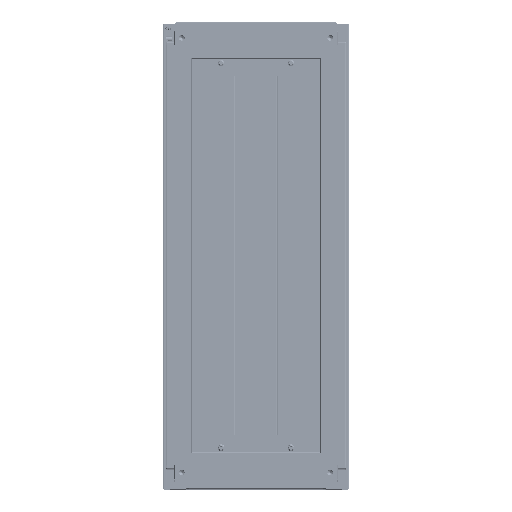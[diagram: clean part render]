
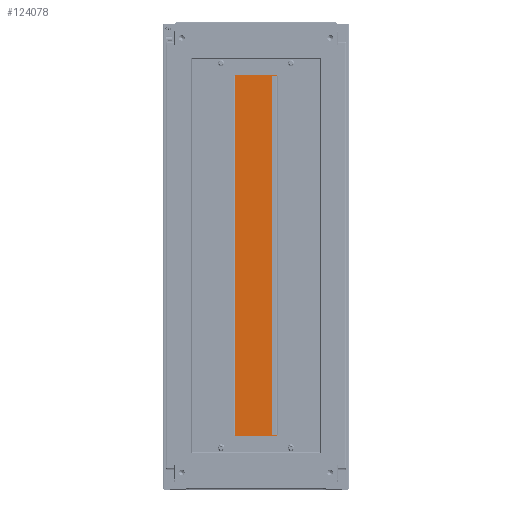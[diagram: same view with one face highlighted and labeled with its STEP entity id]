
A CAD part, top view. The second image highlights one B-rep face of the part: STEP entity #124078.
In plain terms, the highlighted face is planar.
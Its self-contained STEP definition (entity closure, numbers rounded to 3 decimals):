
#6567 = PLANE ( 'NONE',  #119021 ) ;
#6574 = CARTESIAN_POINT ( 'NONE',  ( -400., -49., 1.5 ) ) ;
#6578 = DIRECTION ( 'NONE',  ( 0., 0., 1. ) ) ;
#6579 = DIRECTION ( 'NONE',  ( 1., 0., 0. ) ) ;
#6961 = FACE_OUTER_BOUND ( 'NONE', #138664, .T. ) ;
#41516 = VERTEX_POINT ( 'NONE', #81586 ) ;
#41695 = VERTEX_POINT ( 'NONE', #81719 ) ;
#41785 = VERTEX_POINT ( 'NONE', #81775 ) ;
#41869 = VERTEX_POINT ( 'NONE', #81825 ) ;
#41937 = VERTEX_POINT ( 'NONE', #81871 ) ;
#41961 = VERTEX_POINT ( 'NONE', #81893 ) ;
#42027 = VERTEX_POINT ( 'NONE', #81951 ) ;
#42064 = VERTEX_POINT ( 'NONE', #81984 ) ;
#47647 = EDGE_CURVE ( 'NONE', #41869, #41785, #137625, .T. ) ;
#47649 = EDGE_CURVE ( 'NONE', #41785, #41695, #137663, .T. ) ;
#47650 = EDGE_CURVE ( 'NONE', #41961, #41937, #137669, .T. ) ;
#47651 = EDGE_CURVE ( 'NONE', #42064, #41961, #137675, .T. ) ;
#47652 = EDGE_CURVE ( 'NONE', #42064, #42027, #137681, .T. ) ;
#47653 = EDGE_CURVE ( 'NONE', #41937, #41869, #137686, .T. ) ;
#47654 = EDGE_CURVE ( 'NONE', #41695, #41516, #137691, .T. ) ;
#47655 = EDGE_CURVE ( 'NONE', #42027, #41516, #137697, .T. ) ;
#81586 = CARTESIAN_POINT ( 'NONE',  ( -385., -49., 1.5 ) ) ;
#81719 = CARTESIAN_POINT ( 'NONE',  ( -400., -49., 1.5 ) ) ;
#81775 = CARTESIAN_POINT ( 'NONE',  ( -400., 49., 1.5 ) ) ;
#81825 = CARTESIAN_POINT ( 'NONE',  ( 400., 49., 1.5 ) ) ;
#81871 = CARTESIAN_POINT ( 'NONE',  ( 400., -49., 1.5 ) ) ;
#81893 = CARTESIAN_POINT ( 'NONE',  ( 385., -49., 1.5 ) ) ;
#81951 = CARTESIAN_POINT ( 'NONE',  ( -385., -47.99, 1.5 ) ) ;
#81984 = CARTESIAN_POINT ( 'NONE',  ( 385., -47.99, 1.5 ) ) ;
#109328 = ORIENTED_EDGE ( 'NONE', *, *, #47655, .F. ) ;
#109333 = ORIENTED_EDGE ( 'NONE', *, *, #47654, .T. ) ;
#109339 = ORIENTED_EDGE ( 'NONE', *, *, #47649, .T. ) ;
#109345 = ORIENTED_EDGE ( 'NONE', *, *, #47647, .T. ) ;
#109349 = ORIENTED_EDGE ( 'NONE', *, *, #47653, .T. ) ;
#109355 = ORIENTED_EDGE ( 'NONE', *, *, #47650, .T. ) ;
#109365 = ORIENTED_EDGE ( 'NONE', *, *, #47651, .T. ) ;
#109371 = ORIENTED_EDGE ( 'NONE', *, *, #47652, .F. ) ;
#110342 = CARTESIAN_POINT ( 'NONE',  ( -400., 49., 1.5 ) ) ;
#110347 = DIRECTION ( 'NONE',  ( -1., 0., 0. ) ) ;
#110350 = CARTESIAN_POINT ( 'NONE',  ( -400., 49., 1.5 ) ) ;
#110351 = DIRECTION ( 'NONE',  ( 0., -1., 0. ) ) ;
#110352 = CARTESIAN_POINT ( 'NONE',  ( -400., -49., 1.5 ) ) ;
#110353 = DIRECTION ( 'NONE',  ( 1., 0., 0. ) ) ;
#110354 = CARTESIAN_POINT ( 'NONE',  ( 385., -48., 1.5 ) ) ;
#110355 = DIRECTION ( 'NONE',  ( 0., -1., 0. ) ) ;
#110356 = CARTESIAN_POINT ( 'NONE',  ( 385., -47.99, 1.5 ) ) ;
#110357 = DIRECTION ( 'NONE',  ( -1., 0., 0. ) ) ;
#110358 = CARTESIAN_POINT ( 'NONE',  ( 400., 49., 1.5 ) ) ;
#110359 = DIRECTION ( 'NONE',  ( 0., 1., 0. ) ) ;
#110360 = CARTESIAN_POINT ( 'NONE',  ( -400., -49., 1.5 ) ) ;
#110361 = DIRECTION ( 'NONE',  ( 1., 0., 0. ) ) ;
#110362 = CARTESIAN_POINT ( 'NONE',  ( -385., -48., 1.5 ) ) ;
#110363 = DIRECTION ( 'NONE',  ( 0., -1., 0. ) ) ;
#119021 = AXIS2_PLACEMENT_3D ( 'NONE', #6574, #6578, #6579 ) ;
#124078 = ADVANCED_FACE ( 'NONE', ( #6961 ), #6567, .T. ) ;
#137625 = LINE ( 'NONE', #110342, #137652 ) ;
#137652 = VECTOR ( 'NONE', #110347, 1000. ) ;
#137663 = LINE ( 'NONE', #110350, #137666 ) ;
#137666 = VECTOR ( 'NONE', #110351, 1000. ) ;
#137669 = LINE ( 'NONE', #110352, #137672 ) ;
#137672 = VECTOR ( 'NONE', #110353, 1000. ) ;
#137675 = LINE ( 'NONE', #110354, #137678 ) ;
#137678 = VECTOR ( 'NONE', #110355, 1000. ) ;
#137681 = LINE ( 'NONE', #110356, #137683 ) ;
#137683 = VECTOR ( 'NONE', #110357, 1000. ) ;
#137686 = LINE ( 'NONE', #110358, #137688 ) ;
#137688 = VECTOR ( 'NONE', #110359, 1000. ) ;
#137691 = LINE ( 'NONE', #110360, #137694 ) ;
#137694 = VECTOR ( 'NONE', #110361, 1000. ) ;
#137697 = LINE ( 'NONE', #110362, #137701 ) ;
#137701 = VECTOR ( 'NONE', #110363, 1000. ) ;
#138664 = EDGE_LOOP ( 'NONE', ( #109371, #109365, #109355, #109349, #109345, #109339, #109333, #109328 ) ) ;
